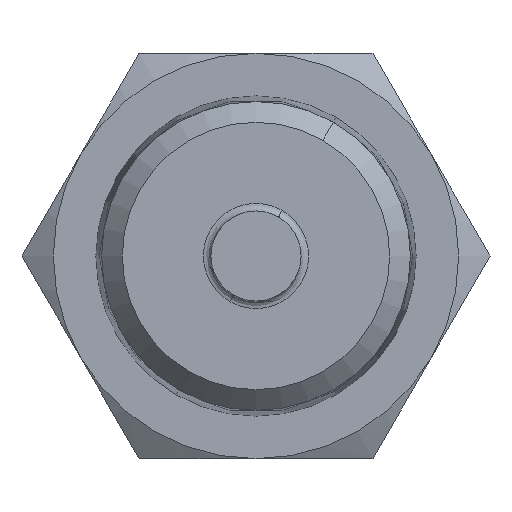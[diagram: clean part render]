
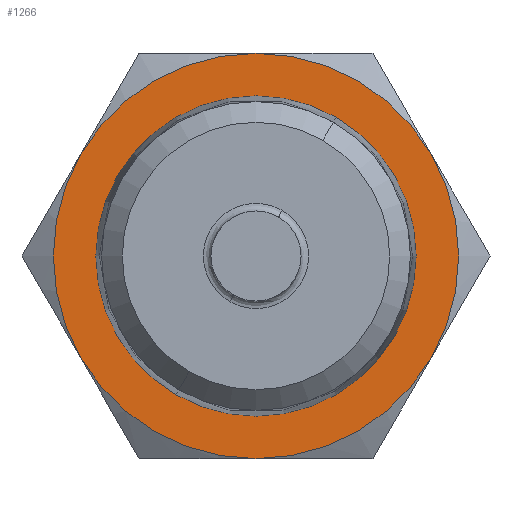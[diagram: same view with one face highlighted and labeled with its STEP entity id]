
A CAD part, front view. The second image highlights one B-rep face of the part: STEP entity #1266.
In plain terms, the highlighted planar face has unit normal (0, -1, 0).
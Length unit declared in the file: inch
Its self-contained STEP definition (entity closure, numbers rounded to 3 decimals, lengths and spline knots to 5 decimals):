
#59 = DIRECTION ( 'NONE',  ( 0.5, 0., 0.866 ) ) ;
#142 = CARTESIAN_POINT ( 'NONE',  ( 0., -0.11811, -0.5315 ) ) ;
#176 = CARTESIAN_POINT ( 'NONE',  ( 0.21, -0.11811, -0.16777 ) ) ;
#207 = DIRECTION ( 'NONE',  ( 0., 1., 0. ) ) ;
#230 = EDGE_CURVE ( 'NONE', #1847, #838, #1731, .T. ) ;
#258 = FACE_OUTER_BOUND ( 'NONE', #1290, .T. ) ;
#262 = EDGE_CURVE ( 'NONE', #627, #1334, #999, .T. ) ;
#347 = AXIS2_PLACEMENT_3D ( 'NONE', #946, #709, #1636 ) ;
#432 = DIRECTION ( 'NONE',  ( 0., -1., 0. ) ) ;
#434 = CARTESIAN_POINT ( 'NONE',  ( 0., -0.11811, -0.5315 ) ) ;
#543 = AXIS2_PLACEMENT_3D ( 'NONE', #1102, #1548, #1095 ) ;
#546 = ORIENTED_EDGE ( 'NONE', *, *, #2485, .F. ) ;
#557 = ORIENTED_EDGE ( 'NONE', *, *, #1151, .F. ) ;
#604 = DIRECTION ( 'NONE',  ( 0.5, 0., 0.866 ) ) ;
#608 = DIRECTION ( 'NONE',  ( 0., 1., 0. ) ) ;
#627 = VERTEX_POINT ( 'NONE', #2322 ) ;
#656 = ORIENTED_EDGE ( 'NONE', *, *, #230, .F. ) ;
#658 = ORIENTED_EDGE ( 'NONE', *, *, #2421, .T. ) ;
#709 = DIRECTION ( 'NONE',  ( 0., 1., 0. ) ) ;
#771 = DIRECTION ( 'NONE',  ( 0., 1., 0. ) ) ;
#838 = VERTEX_POINT ( 'NONE', #1661 ) ;
#839 = CARTESIAN_POINT ( 'NONE',  ( 0., -0.11811, 0. ) ) ;
#860 = AXIS2_PLACEMENT_3D ( 'NONE', #142, #608, #604 ) ;
#946 = CARTESIAN_POINT ( 'NONE',  ( 0., -0.11811, -0.5315 ) ) ;
#949 = AXIS2_PLACEMENT_3D ( 'NONE', #2015, #207, #1350 ) ;
#989 = DIRECTION ( 'NONE',  ( 0.5, 0., 0.866 ) ) ;
#999 = CIRCLE ( 'NONE', #949, 0.5315 ) ;
#1061 = CIRCLE ( 'NONE', #1717, 0.5315 ) ;
#1095 = DIRECTION ( 'NONE',  ( 0.5, 0., 0.866 ) ) ;
#1099 = CARTESIAN_POINT ( 'NONE',  ( 0., -0.11811, -0.5315 ) ) ;
#1102 = CARTESIAN_POINT ( 'NONE',  ( 0., -0.11811, -0.5315 ) ) ;
#1106 = VERTEX_POINT ( 'NONE', #839 ) ;
#1112 = DIRECTION ( 'NONE',  ( 0., 1., 0. ) ) ;
#1151 = EDGE_CURVE ( 'NONE', #1334, #1847, #1376, .T. ) ;
#1169 = VERTEX_POINT ( 'NONE', #1766 ) ;
#1176 = AXIS2_PLACEMENT_3D ( 'NONE', #1099, #432, #2949 ) ;
#1225 = ORIENTED_EDGE ( 'NONE', *, *, #262, .F. ) ;
#1240 = CIRCLE ( 'NONE', #2960, 0.42 ) ;
#1266 = ADVANCED_FACE ( 'NONE', ( #2874, #258 ), #1343, .T. ) ;
#1290 = EDGE_LOOP ( 'NONE', ( #1225, #546, #1831, #1977, #656, #557 ) ) ;
#1332 = CARTESIAN_POINT ( 'NONE',  ( 0., -0.11811, -1.06299 ) ) ;
#1334 = VERTEX_POINT ( 'NONE', #1332 ) ;
#1343 = PLANE ( 'NONE',  #1176 ) ;
#1350 = DIRECTION ( 'NONE',  ( -0.866, 0., 0.5 ) ) ;
#1376 = CIRCLE ( 'NONE', #860, 0.5315 ) ;
#1445 = DIRECTION ( 'NONE',  ( 0., 1., 0. ) ) ;
#1450 = VERTEX_POINT ( 'NONE', #1500 ) ;
#1500 = CARTESIAN_POINT ( 'NONE',  ( -0.21, -0.11811, -0.89523 ) ) ;
#1548 = DIRECTION ( 'NONE',  ( 0., 1., 0. ) ) ;
#1636 = DIRECTION ( 'NONE',  ( 0.5, 0., 0.866 ) ) ;
#1661 = CARTESIAN_POINT ( 'NONE',  ( -0.46029, -0.11811, -0.26575 ) ) ;
#1673 = EDGE_LOOP ( 'NONE', ( #2656, #658 ) ) ;
#1680 = CARTESIAN_POINT ( 'NONE',  ( 0., -0.11811, -0.5315 ) ) ;
#1702 = DIRECTION ( 'NONE',  ( -0.866, 0., 0.5 ) ) ;
#1717 = AXIS2_PLACEMENT_3D ( 'NONE', #1680, #771, #989 ) ;
#1731 = CIRCLE ( 'NONE', #543, 0.5315 ) ;
#1766 = CARTESIAN_POINT ( 'NONE',  ( 0.46029, -0.11811, -0.26575 ) ) ;
#1831 = ORIENTED_EDGE ( 'NONE', *, *, #2477, .F. ) ;
#1847 = VERTEX_POINT ( 'NONE', #2510 ) ;
#1977 = ORIENTED_EDGE ( 'NONE', *, *, #2217, .F. ) ;
#2015 = CARTESIAN_POINT ( 'NONE',  ( 0., -0.11811, -0.5315 ) ) ;
#2122 = CIRCLE ( 'NONE', #347, 0.5315 ) ;
#2127 = CARTESIAN_POINT ( 'NONE',  ( 0., -0.11811, -0.5315 ) ) ;
#2217 = EDGE_CURVE ( 'NONE', #838, #1106, #2122, .T. ) ;
#2322 = CARTESIAN_POINT ( 'NONE',  ( 0.46029, -0.11811, -0.79724 ) ) ;
#2394 = VERTEX_POINT ( 'NONE', #176 ) ;
#2421 = EDGE_CURVE ( 'NONE', #1450, #2394, #2672, .T. ) ;
#2477 = EDGE_CURVE ( 'NONE', #1106, #1169, #2601, .T. ) ;
#2483 = DIRECTION ( 'NONE',  ( 0.5, 0., 0.866 ) ) ;
#2485 = EDGE_CURVE ( 'NONE', #1169, #627, #1061, .T. ) ;
#2510 = CARTESIAN_POINT ( 'NONE',  ( -0.46029, -0.11811, -0.79724 ) ) ;
#2529 = EDGE_CURVE ( 'NONE', #2394, #1450, #1240, .T. ) ;
#2601 = CIRCLE ( 'NONE', #2648, 0.5315 ) ;
#2648 = AXIS2_PLACEMENT_3D ( 'NONE', #2127, #2842, #1702 ) ;
#2656 = ORIENTED_EDGE ( 'NONE', *, *, #2529, .T. ) ;
#2672 = CIRCLE ( 'NONE', #2813, 0.42 ) ;
#2813 = AXIS2_PLACEMENT_3D ( 'NONE', #434, #1112, #2483 ) ;
#2835 = CARTESIAN_POINT ( 'NONE',  ( 0., -0.11811, -0.5315 ) ) ;
#2842 = DIRECTION ( 'NONE',  ( 0., 1., 0. ) ) ;
#2874 = FACE_BOUND ( 'NONE', #1673, .T. ) ;
#2949 = DIRECTION ( 'NONE',  ( -0.5, 0., -0.866 ) ) ;
#2960 = AXIS2_PLACEMENT_3D ( 'NONE', #2835, #1445, #59 ) ;
